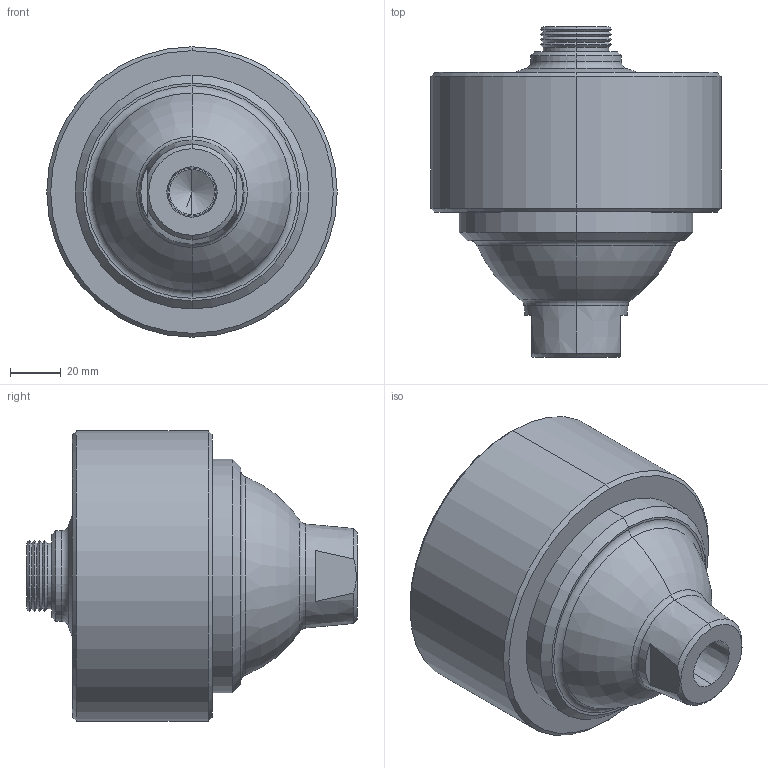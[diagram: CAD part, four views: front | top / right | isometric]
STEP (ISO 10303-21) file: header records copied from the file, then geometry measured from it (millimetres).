
FILE_DESCRIPTION (( 'STEP AP214' ), '1' );
FILE_NAME ('6011.STEP', '2011-04-11T18:41:16', ( 'Mary Jo Helmbrecht' ), ( 'DDC' ), 'SwSTEP 2.0', 'SolidWorks 2011', '' );
FILE_SCHEMA (( 'AUTOMOTIVE_DESIGN' ));
Length unit declared in the file: inch
Products named in the file (1): 6011
Bounding box: 114.3 x 130.18 x 114.3 mm (x, y, z)
Volume: 733738.4 mm3; surface area: 52923.2 mm2
Topology: 1 solids, 1 shells, 80 faces, 172 edges, 101 vertices
Faces by surface type: cone 34, plane 20, cylinder 16, torus 8, sphere 2
Entity records: 2777 total; most frequent: DIRECTION 420, CARTESIAN_POINT 390, ORIENTED_EDGE 340, AXIS2_PLACEMENT_3D 175, EDGE_CURVE 170, VERTEX_POINT 101, CIRCLE 94, EDGE_LOOP 89
